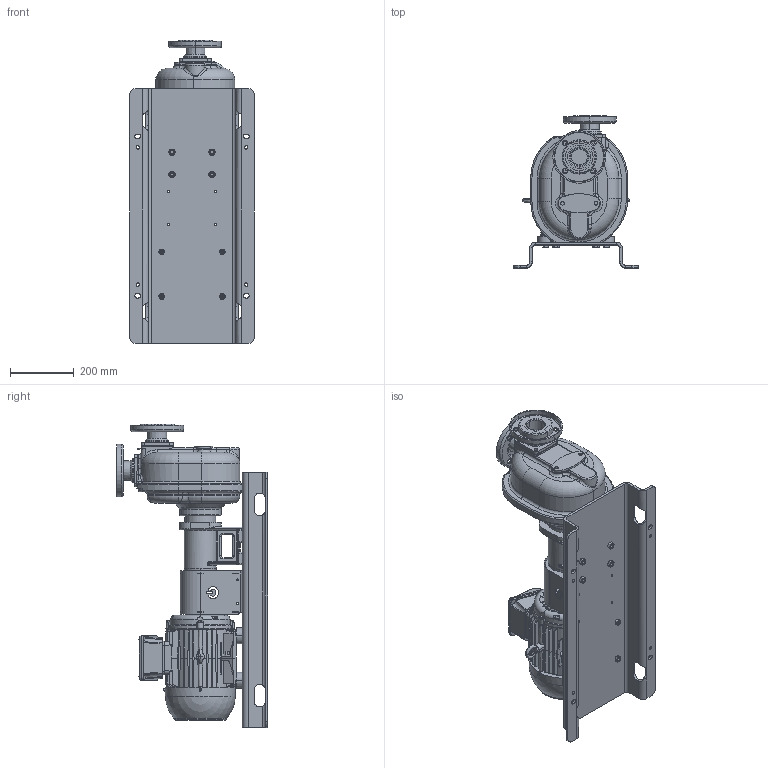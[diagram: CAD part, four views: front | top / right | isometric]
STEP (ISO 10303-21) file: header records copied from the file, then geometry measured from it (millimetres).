
FILE_DESCRIPTION((''),'2;1');
FILE_NAME('S_61_K_S_FIT','2018-02-01T10:34:43',('Nicola'),(''),'CREO PARAMETRIC BY PTC INC, 2017110','CREO PARAMETRIC BY PTC INC, 2017110','');
FILE_SCHEMA(('CONFIG_CONTROL_DESIGN'));
Products named in the file (1): S_61_K_S_FIT
Bounding box: 390 x 476 x 950.5 mm (x, y, z)
Volume: 29629014 mm3; surface area: 2235217.6 mm2
Topology: 2 solids, 4 shells, 3327 faces, 8623 edges, 5479 vertices
Faces by surface type: plane 2069, cylinder 609, cone 328, torus 200, bspline 93, sphere 26, extrusion 2
Entity records: 129992 total; most frequent: CARTESIAN_POINT 49405, ORIENTED_EDGE 17242, DIRECTION 15919, EDGE_CURVE 8621, VERTEX_POINT 5479, AXIS2_PLACEMENT_3D 5357, VECTOR 5205, LINE 5203
